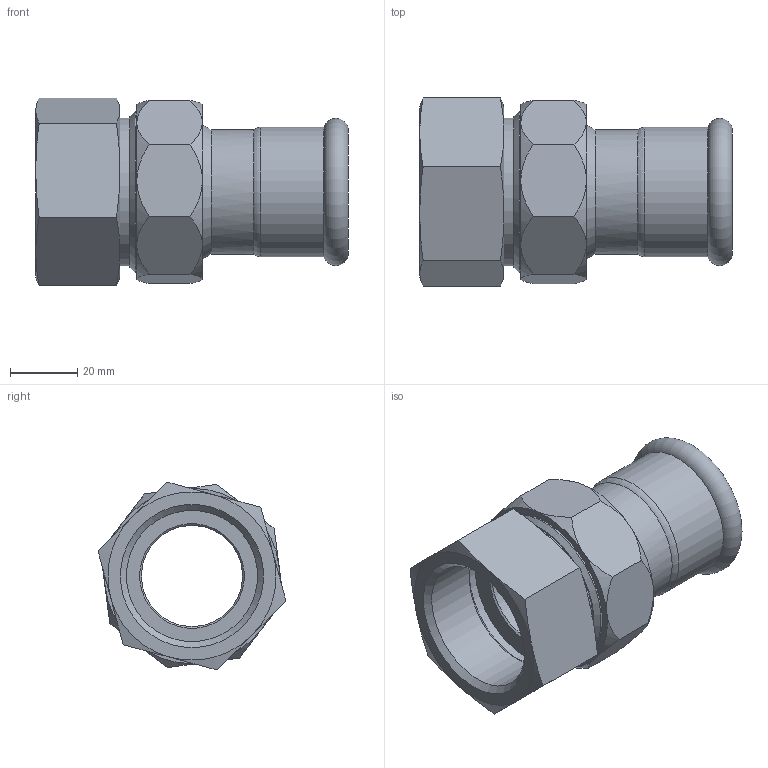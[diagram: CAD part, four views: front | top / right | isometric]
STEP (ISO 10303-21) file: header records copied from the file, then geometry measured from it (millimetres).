
FILE_DESCRIPTION(/* description */ ('BOCCHETTONE SEDE PIANA FILETTATO FEMMINA 1 1/4"X35 INOX'),/* implementation_level */ '2;1');
FILE_NAME(/* name */ '184035003I_Inoxpres.stp',/* time_stamp */ '2022-10-11T14:17:16+02:00',/* author */ ('Vault'),/* organization */ ('Raccorderie metalliche s.p.a. '),/* preprocessor_version */ 'ST-DEVELOPER v18.1',/* originating_system */ 'Autodesk Inventor 2020',/* authorisation */ 'Raccorderie metalliche s.p.a. ');
FILE_SCHEMA (('AUTOMOTIVE_DESIGN { 1 0 10303 214 3 1 1 }'));
Length unit declared in the file: millimetre
Products named in the file (1): 184035003I_Inoxpres
Bounding box: 92.8 x 55.77 x 55.77 mm (x, y, z)
Volume: 65438.5 mm3; surface area: 30923.2 mm2
Topology: 1 solids, 2 shells, 100 faces, 252 edges, 165 vertices
Faces by surface type: cone 41, plane 27, cylinder 25, torus 7
Full cylindrical faces by diameter (mm): 30 x1, 34 x2, 35.4 x1, 35.8 x2, 37 x1, 38.4 x1, 38.952 x1, 41.1 x1, 41.8 x1, 43 x1, 44 x1, 44.5 x2, 45 x1, 47.8 x1
Entity records: 3059 total; most frequent: CARTESIAN_POINT 630, DIRECTION 542, ORIENTED_EDGE 504, EDGE_CURVE 252, AXIS2_PLACEMENT_3D 245, VERTEX_POINT 165, CIRCLE 144, EDGE_LOOP 113
